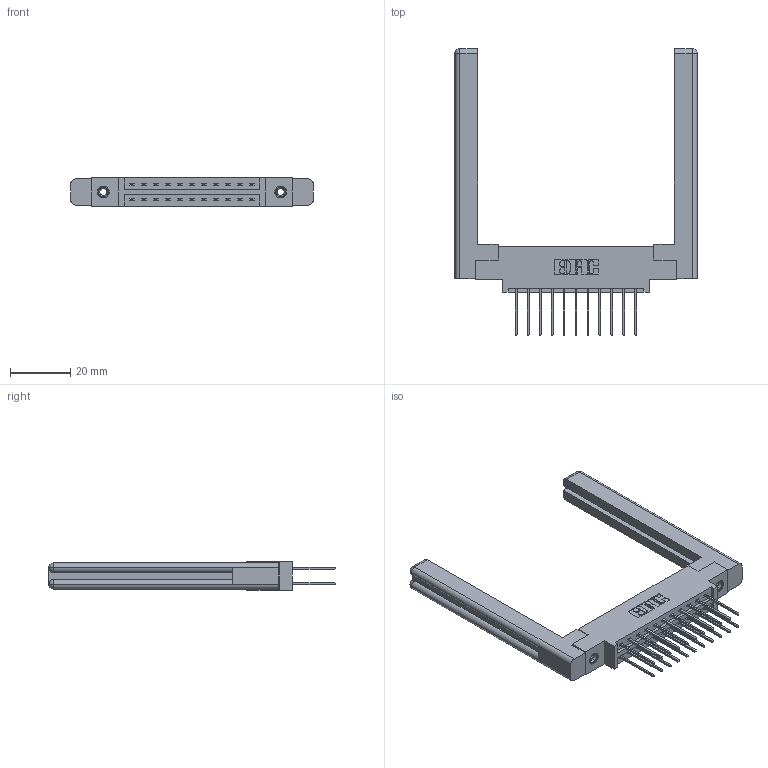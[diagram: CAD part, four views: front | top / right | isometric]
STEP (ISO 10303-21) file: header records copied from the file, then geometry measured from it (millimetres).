
FILE_DESCRIPTION (( 'STEP AP203' ), '1' );
FILE_NAME ('337-022-540-858.STEP', '2019-10-10T20:07:12', ( '' ), ( '' ), 'SwSTEP 2.0', 'SolidWorks 2016', '' );
FILE_SCHEMA (( 'CONFIG_CONTROL_DESIGN' ));
Length unit declared in the file: inch
Products named in the file (5): 337-022-540-858; 345-250-001_345-250-001-102; 345-292-001_345-293-140; 337 Part_0.170 Offset - 0.156 Dia-TI; 307-220-058
Assembly tree (27 placements, depth 2):
  337-022-540-858
    337 Part_0.170 Offset - 0.156 Dia-TI
    345-292-001_345-293-140  x22
    345-250-001_345-250-001-102  x2
    307-220-058  x2
Bounding box: 80.21 x 94.87 x 9.4 mm (x, y, z)
Volume: 15149.1 mm3; surface area: 14317.4 mm2
Topology: 27 solids, 27 shells, 1448 faces, 4219 edges, 2770 vertices
Faces by surface type: plane 994, cylinder 430, cone 12, torus 12
Entity records: 15322 total; most frequent: CARTESIAN_POINT 2617, ORIENTED_EDGE 2492, DIRECTION 2298, EDGE_CURVE 1246, VECTOR 1070, LINE 1070, VERTEX_POINT 822, AXIS2_PLACEMENT_3D 614
